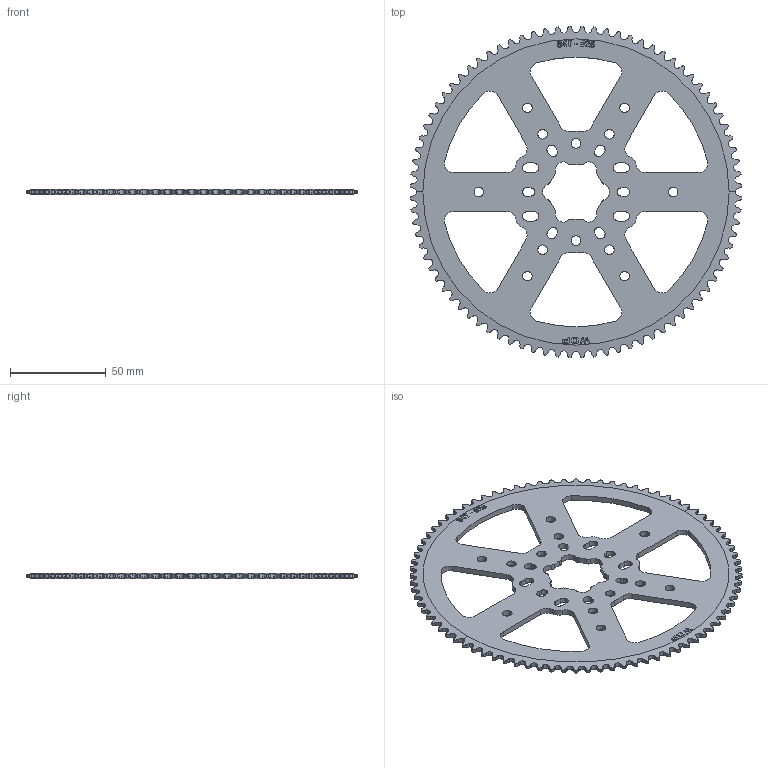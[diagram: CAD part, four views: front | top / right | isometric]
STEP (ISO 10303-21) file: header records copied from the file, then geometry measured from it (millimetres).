
FILE_DESCRIPTION (( 'STEP AP214' ), '1' );
FILE_NAME ('WCP-1376.STEP', '2024-12-13T21:25:06', ( '' ), ( '' ), 'SwSTEP 2.0', 'SolidWorks 2022', '' );
FILE_SCHEMA (( 'AUTOMOTIVE_DESIGN' ));
Length unit declared in the file: inch
Products named in the file (1): WCP-1376
Bounding box: 173.42 x 173.42 x 3 mm (x, y, z)
Volume: 40082.6 mm3; surface area: 33286.2 mm2
Topology: 1 solids, 1 shells, 1042 faces, 3073 edges, 2048 vertices
Faces by surface type: cylinder 676, plane 325, bspline 37, cone 4
Entity records: 40061 total; most frequent: CARTESIAN_POINT 14469, ORIENTED_EDGE 6146, DIRECTION 4161, EDGE_CURVE 3073, VERTEX_POINT 2048, AXIS2_PLACEMENT_3D 1428, B_SPLINE_CURVE_WITH_KNOTS 1346, VECTOR 1305
